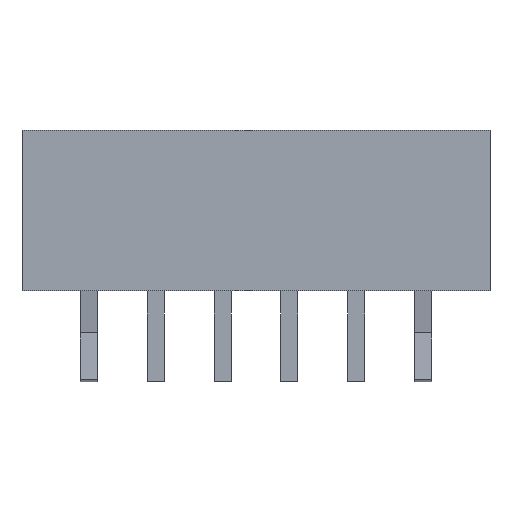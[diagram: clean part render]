
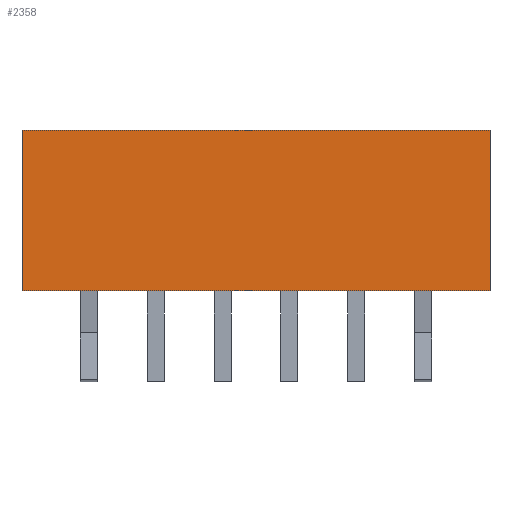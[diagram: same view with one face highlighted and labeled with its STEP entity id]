
A CAD part, front view. The second image highlights one B-rep face of the part: STEP entity #2358.
In plain terms, the highlighted planar face has unit normal (0, -1, 0).
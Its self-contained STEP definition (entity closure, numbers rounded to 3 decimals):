
#34=DIRECTION('',(0.,0.,-1.));
#35=VECTOR('',#34,6.);
#36=CARTESIAN_POINT('',(-8.75,0.,0.));
#37=LINE('',#36,#35);
#170=DIRECTION('',(0.,0.,-1.));
#171=VECTOR('',#170,6.);
#172=CARTESIAN_POINT('',(8.75,0.,0.));
#173=LINE('',#172,#171);
#622=DIRECTION('',(1.,0.,0.));
#623=VECTOR('',#622,17.5);
#624=CARTESIAN_POINT('',(-8.75,0.,0.));
#625=LINE('',#624,#623);
#626=DIRECTION('',(1.,0.,0.));
#627=VECTOR('',#626,17.5);
#628=CARTESIAN_POINT('',(-8.75,0.,-6.));
#629=LINE('',#628,#627);
#1210=CARTESIAN_POINT('',(-8.75,0.,-6.));
#1212=VERTEX_POINT('',#1210);
#1214=CARTESIAN_POINT('',(-8.75,0.,0.));
#1215=VERTEX_POINT('',#1214);
#1216=CARTESIAN_POINT('',(8.75,0.,-6.));
#1218=VERTEX_POINT('',#1216);
#1220=CARTESIAN_POINT('',(8.75,0.,0.));
#1221=VERTEX_POINT('',#1220);
#2346=CARTESIAN_POINT('',(-8.75,0.,0.));
#2347=DIRECTION('',(0.,-1.,0.));
#2348=DIRECTION('',(0.,0.,-1.));
#2349=AXIS2_PLACEMENT_3D('',#2346,#2347,#2348);
#2350=PLANE('',#2349);
#2351=ORIENTED_EDGE('',*,*,#1635,.F.);
#2352=ORIENTED_EDGE('',*,*,#2339,.T.);
#2353=ORIENTED_EDGE('',*,*,#1776,.T.);
#2355=ORIENTED_EDGE('',*,*,#2354,.F.);
#2356=EDGE_LOOP('',(#2351,#2352,#2353,#2355));
#2357=FACE_OUTER_BOUND('',#2356,.F.);
#1635=EDGE_CURVE('',#1215,#1212,#37,.T.);
#1776=EDGE_CURVE('',#1221,#1218,#173,.T.);
#2339=EDGE_CURVE('',#1215,#1221,#625,.T.);
#2354=EDGE_CURVE('',#1212,#1218,#629,.T.);
#2358=ADVANCED_FACE('',(#2357),#2350,.T.);
